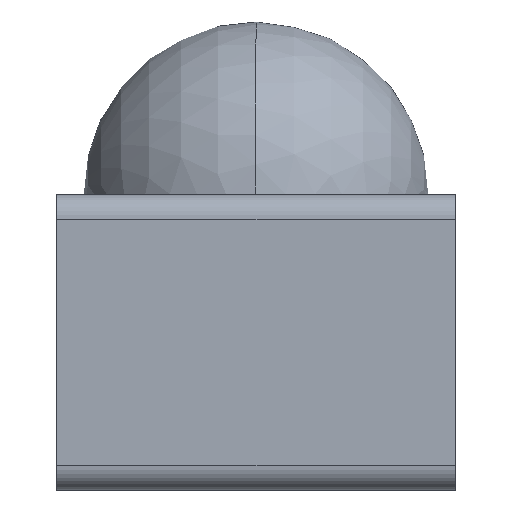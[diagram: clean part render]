
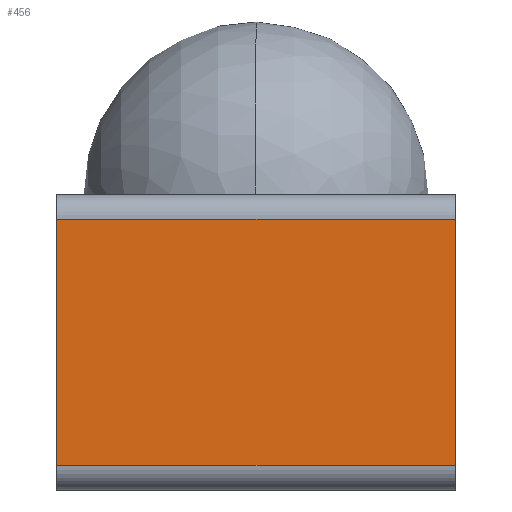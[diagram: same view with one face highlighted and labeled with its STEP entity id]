
A CAD part, left-side view. The second image highlights one B-rep face of the part: STEP entity #456.
In plain terms, the highlighted planar face has unit normal (-1, 0, 0).
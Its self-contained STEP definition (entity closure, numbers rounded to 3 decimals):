
#28 = VERTEX_POINT ( 'NONE', #298 ) ;
#89 = EDGE_CURVE ( 'NONE', #1800, #28, #1577, .T. ) ;
#96 = EDGE_CURVE ( 'NONE', #28, #1176, #1725, .T. ) ;
#215 = ORIENTED_EDGE ( 'NONE', *, *, #89, .T. ) ;
#220 = CARTESIAN_POINT ( 'NONE',  ( -0.805, -0.405, 0.05 ) ) ;
#288 = CARTESIAN_POINT ( 'NONE',  ( -0.805, 0.405, 0.05 ) ) ;
#298 = CARTESIAN_POINT ( 'NONE',  ( -0.805, 0.405, 0.05 ) ) ;
#456 = ADVANCED_FACE ( 'NONE', ( #906 ), #1359, .T. ) ;
#466 = DIRECTION ( 'NONE',  ( 0., 0., -1. ) ) ;
#481 = DIRECTION ( 'NONE',  ( 0., 0., 1. ) ) ;
#511 = EDGE_CURVE ( 'NONE', #1761, #1176, #1409, .T. ) ;
#521 = ORIENTED_EDGE ( 'NONE', *, *, #96, .T. ) ;
#578 = DIRECTION ( 'NONE',  ( 0., 1., 0. ) ) ;
#614 = VECTOR ( 'NONE', #1733, 1000. ) ;
#634 = VECTOR ( 'NONE', #578, 1000. ) ;
#770 = DIRECTION ( 'NONE',  ( 0., -1., 0. ) ) ;
#787 = DIRECTION ( 'NONE',  ( -1., 0., 0. ) ) ;
#890 = CARTESIAN_POINT ( 'NONE',  ( -0.805, 0.405, 0.55 ) ) ;
#906 = FACE_OUTER_BOUND ( 'NONE', #1999, .T. ) ;
#918 = EDGE_CURVE ( 'NONE', #1761, #1800, #2030, .T. ) ;
#1079 = CARTESIAN_POINT ( 'NONE',  ( -0.805, 0.405, 0.6 ) ) ;
#1143 = ORIENTED_EDGE ( 'NONE', *, *, #511, .F. ) ;
#1176 = VERTEX_POINT ( 'NONE', #220 ) ;
#1280 = CARTESIAN_POINT ( 'NONE',  ( -0.805, 0.405, 0.6 ) ) ;
#1359 = PLANE ( 'NONE',  #1399 ) ;
#1399 = AXIS2_PLACEMENT_3D ( 'NONE', #1079, #787, #481 ) ;
#1409 = LINE ( 'NONE', #1723, #614 ) ;
#1421 = VECTOR ( 'NONE', #770, 1000. ) ;
#1441 = CARTESIAN_POINT ( 'NONE',  ( -0.805, -0.405, 0.55 ) ) ;
#1471 = ORIENTED_EDGE ( 'NONE', *, *, #918, .T. ) ;
#1495 = VECTOR ( 'NONE', #466, 1000. ) ;
#1577 = LINE ( 'NONE', #1280, #1495 ) ;
#1723 = CARTESIAN_POINT ( 'NONE',  ( -0.805, -0.405, 0.6 ) ) ;
#1725 = LINE ( 'NONE', #288, #1421 ) ;
#1733 = DIRECTION ( 'NONE',  ( 0., 0., -1. ) ) ;
#1761 = VERTEX_POINT ( 'NONE', #1441 ) ;
#1800 = VERTEX_POINT ( 'NONE', #890 ) ;
#1871 = CARTESIAN_POINT ( 'NONE',  ( -0.805, 0.405, 0.55 ) ) ;
#1999 = EDGE_LOOP ( 'NONE', ( #215, #521, #1143, #1471 ) ) ;
#2030 = LINE ( 'NONE', #1871, #634 ) ;
